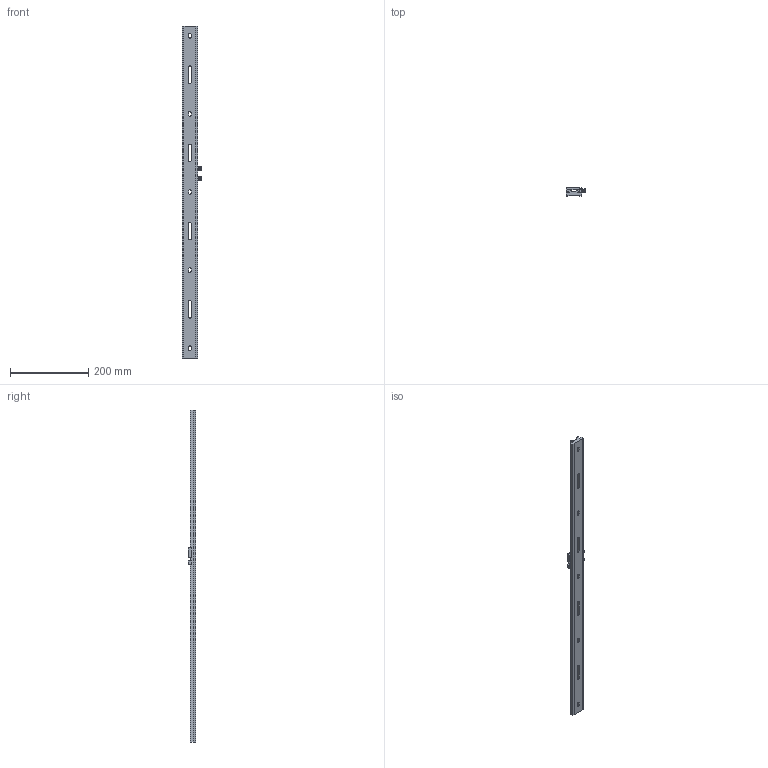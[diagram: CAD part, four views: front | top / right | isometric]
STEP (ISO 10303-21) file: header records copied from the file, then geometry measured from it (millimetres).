
FILE_DESCRIPTION (( 'STEP AP203' ), '1' );
FILE_NAME ('4.2.1.21_H40G-850_40mm滑轨，长度850mm，附带两个H40Z滑轨安装座.STEP', '2024-05-31T07:44:46', ( '' ), ( '' ), 'SwSTEP 2.0', 'SolidWorks 2021', '' );
FILE_SCHEMA (( 'CONFIG_CONTROL_DESIGN' ));
Length unit declared in the file: millimetre
Products named in the file (9): 4.2.1.21_H40G-850_40mm滑轨，长度850mm，附带两个H40Z滑轨安装座; 4.2.2.1.1，40mm滑轨安装座主体，宽度10mm，A; 33.1.24-35 耳1.5祥凄詩埴翐种_33.1.28_DB-耳1.5*8; 4.2.1.21.1_40mm滑轨主体，长度850mm; 4.2.2.1.3，40mm滑轨安装座锁紧旋钮，A; 4.2.2.2.1，40mm滑轨安装座主体，宽度25mm，A; 4.2.2.2，H40Z-25，40mm滑轨安装座，宽度25mm，A; 4.2.2.1，H40Z-10，40mm滑轨安装座，宽度10mm，A; 4.2.2.1.2，40mm滑轨安装座压块，宽度25mm，B
Assembly tree (10 placements, depth 3):
  4.2.1.21_H40G-850_40mm滑轨，长度850mm，附带两个H40Z滑轨安装座
    4.2.1.21.1_40mm滑轨主体，长度850mm
    4.2.2.2，H40Z-25，40mm滑轨安装座，宽度25mm，A
      4.2.2.2.1，40mm滑轨安装座主体，宽度25mm，A
      4.2.2.1.2，40mm滑轨安装座压块，宽度25mm，B
      4.2.2.1.3，40mm滑轨安装座锁紧旋钮，A
      33.1.24-35 耳1.5祥凄詩埴翐种_33.1.28_DB-耳1.5*8
    4.2.2.1，H40Z-10，40mm滑轨安装座，宽度10mm，A
      4.2.2.1.1，40mm滑轨安装座主体，宽度10mm，A
      4.2.2.1.2，40mm滑轨安装座压块，宽度25mm，B
      4.2.2.1.3，40mm滑轨安装座锁紧旋钮，A
Bounding box: 51.03 x 20 x 850 mm (x, y, z)
Volume: 321402.4 mm3; surface area: 117980.3 mm2
Topology: 8 solids, 8 shells, 275 faces, 702 edges, 456 vertices
Faces by surface type: plane 140, cylinder 107, cone 20, torus 8
Entity records: 8657 total; most frequent: CARTESIAN_POINT 1973, DIRECTION 1198, ORIENTED_EDGE 1156, EDGE_CURVE 578, AXIS2_PLACEMENT_3D 405, VECTOR 388, LINE 388, VERTEX_POINT 378
